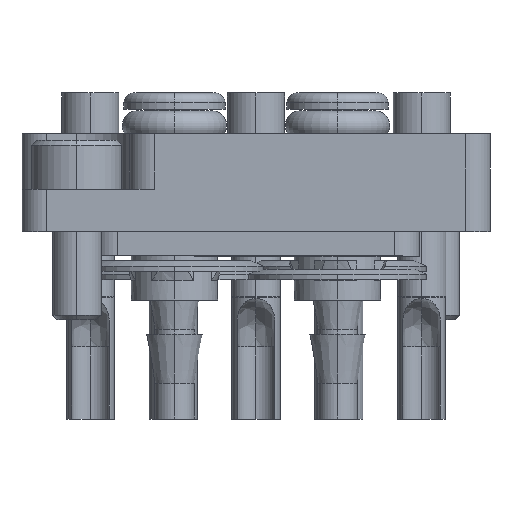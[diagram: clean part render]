
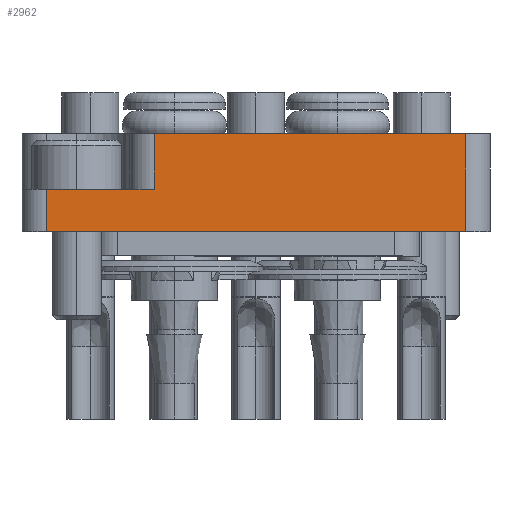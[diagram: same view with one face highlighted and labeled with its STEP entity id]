
A CAD part, front view. The second image highlights one B-rep face of the part: STEP entity #2962.
In plain terms, the highlighted face is planar.
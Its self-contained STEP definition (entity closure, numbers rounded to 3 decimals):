
#30 = FACE_OUTER_BOUND ( 'NONE', #14506, .T. ) ;
#71 = CARTESIAN_POINT ( 'NONE',  ( 30., 2.6, 7.75 ) ) ;
#1632 = DIRECTION ( 'NONE',  ( 0., 1., 0. ) ) ;
#2024 = ORIENTED_EDGE ( 'NONE', *, *, #22015, .F. ) ;
#2213 = CARTESIAN_POINT ( 'NONE',  ( 30., 2.6, 6.25 ) ) ;
#2675 = CARTESIAN_POINT ( 'NONE',  ( 30., 6., 14.35 ) ) ;
#2962 = ADVANCED_FACE ( 'NONE', ( #30 ), #12208, .T. ) ;
#3427 = ORIENTED_EDGE ( 'NONE', *, *, #4291, .T. ) ;
#3956 = CARTESIAN_POINT ( 'NONE',  ( 30., 0., -12.85 ) ) ;
#4291 = EDGE_CURVE ( 'NONE', #25169, #5074, #8551, .T. ) ;
#4913 = LINE ( 'NONE', #71, #12028 ) ;
#5074 = VERTEX_POINT ( 'NONE', #3956 ) ;
#5226 = DIRECTION ( 'NONE',  ( 0., -1., 0. ) ) ;
#6218 = ORIENTED_EDGE ( 'NONE', *, *, #29932, .T. ) ;
#6355 = VERTEX_POINT ( 'NONE', #14044 ) ;
#6635 = ORIENTED_EDGE ( 'NONE', *, *, #29088, .F. ) ;
#7476 = VECTOR ( 'NONE', #31400, 1000. ) ;
#7672 = DIRECTION ( 'NONE',  ( 0., 1., 0. ) ) ;
#7838 = CARTESIAN_POINT ( 'NONE',  ( 30., 2.6, 6.25 ) ) ;
#8375 = CARTESIAN_POINT ( 'NONE',  ( 30., 0., 14.35 ) ) ;
#8551 = LINE ( 'NONE', #8375, #7476 ) ;
#8992 = VECTOR ( 'NONE', #1632, 1000. ) ;
#10038 = LINE ( 'NONE', #7838, #22653 ) ;
#11539 = CARTESIAN_POINT ( 'NONE',  ( 30., 6., 6.25 ) ) ;
#12028 = VECTOR ( 'NONE', #17254, 1000. ) ;
#12208 = PLANE ( 'NONE',  #25549 ) ;
#12839 = DIRECTION ( 'NONE',  ( 0., 0., -1. ) ) ;
#14044 = CARTESIAN_POINT ( 'NONE',  ( 30., 6., -12.85 ) ) ;
#14506 = EDGE_LOOP ( 'NONE', ( #3427, #17961, #6635, #28992, #2024, #6218 ) ) ;
#17254 = DIRECTION ( 'NONE',  ( 0., 0., -1. ) ) ;
#17282 = LINE ( 'NONE', #27502, #8992 ) ;
#17961 = ORIENTED_EDGE ( 'NONE', *, *, #24686, .T. ) ;
#20415 = LINE ( 'NONE', #28116, #28397 ) ;
#22015 = EDGE_CURVE ( 'NONE', #31073, #22991, #4913, .T. ) ;
#22561 = DIRECTION ( 'NONE',  ( 1., 0., 0. ) ) ;
#22653 = VECTOR ( 'NONE', #22726, 1000. ) ;
#22726 = DIRECTION ( 'NONE',  ( 0., -1., 0. ) ) ;
#22896 = CARTESIAN_POINT ( 'NONE',  ( 30., 2.6, 12.85 ) ) ;
#22991 = VERTEX_POINT ( 'NONE', #2213 ) ;
#24686 = EDGE_CURVE ( 'NONE', #5074, #6355, #17282, .T. ) ;
#25169 = VERTEX_POINT ( 'NONE', #26092 ) ;
#25549 = AXIS2_PLACEMENT_3D ( 'NONE', #27280, #22561, #7672 ) ;
#25672 = VECTOR ( 'NONE', #12839, 1000. ) ;
#26092 = CARTESIAN_POINT ( 'NONE',  ( 30., 0., 12.85 ) ) ;
#26901 = VERTEX_POINT ( 'NONE', #11539 ) ;
#27280 = CARTESIAN_POINT ( 'NONE',  ( 30., 6., 14.35 ) ) ;
#27502 = CARTESIAN_POINT ( 'NONE',  ( 30., 6., -12.85 ) ) ;
#28116 = CARTESIAN_POINT ( 'NONE',  ( 30., 0., 12.85 ) ) ;
#28397 = VECTOR ( 'NONE', #5226, 1000. ) ;
#28992 = ORIENTED_EDGE ( 'NONE', *, *, #32391, .T. ) ;
#29088 = EDGE_CURVE ( 'NONE', #26901, #6355, #30708, .T. ) ;
#29932 = EDGE_CURVE ( 'NONE', #31073, #25169, #20415, .T. ) ;
#30708 = LINE ( 'NONE', #2675, #25672 ) ;
#31073 = VERTEX_POINT ( 'NONE', #22896 ) ;
#31400 = DIRECTION ( 'NONE',  ( 0., 0., -1. ) ) ;
#32391 = EDGE_CURVE ( 'NONE', #26901, #22991, #10038, .T. ) ;
